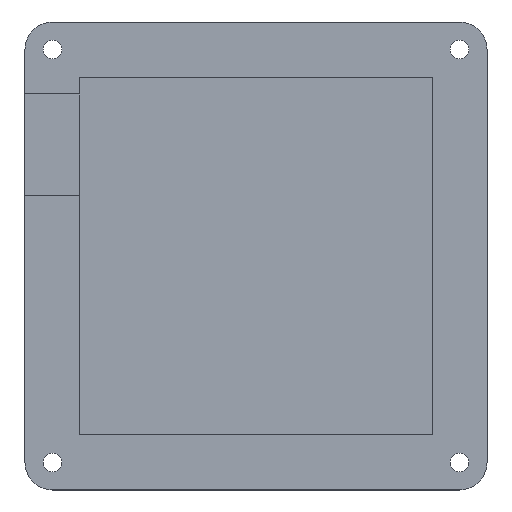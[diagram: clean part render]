
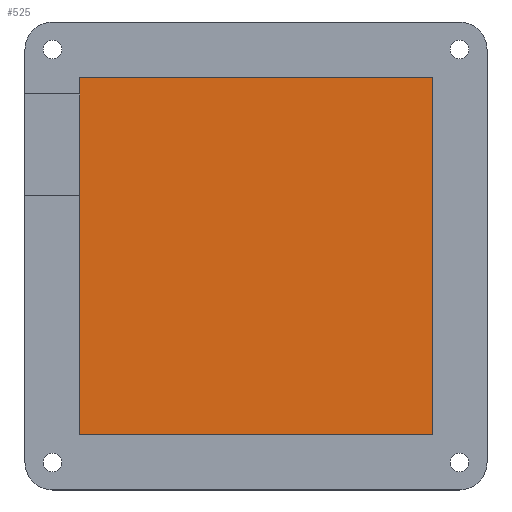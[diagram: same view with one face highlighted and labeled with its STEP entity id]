
A CAD part, top view. The second image highlights one B-rep face of the part: STEP entity #525.
In plain terms, the highlighted planar face has unit normal (0, 0, 1).
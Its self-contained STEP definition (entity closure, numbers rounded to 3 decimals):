
#75=FACE_OUTER_BOUND('',#109,.T.);
#109=EDGE_LOOP('',(#419,#420,#421,#422));
#167=LINE('',#861,#215);
#168=LINE('',#863,#216);
#169=LINE('',#865,#217);
#170=LINE('',#866,#218);
#215=VECTOR('',#695,10.);
#216=VECTOR('',#696,10.);
#217=VECTOR('',#697,10.);
#218=VECTOR('',#698,10.);
#263=VERTEX_POINT('',#859);
#264=VERTEX_POINT('',#860);
#265=VERTEX_POINT('',#862);
#266=VERTEX_POINT('',#864);
#323=EDGE_CURVE('',#263,#264,#167,.T.);
#324=EDGE_CURVE('',#265,#263,#168,.T.);
#325=EDGE_CURVE('',#266,#265,#169,.T.);
#326=EDGE_CURVE('',#264,#266,#170,.T.);
#419=ORIENTED_EDGE('',*,*,#323,.F.);
#420=ORIENTED_EDGE('',*,*,#324,.F.);
#421=ORIENTED_EDGE('',*,*,#325,.F.);
#422=ORIENTED_EDGE('',*,*,#326,.F.);
#503=PLANE('',#581);
#525=ADVANCED_FACE('',(#75),#503,.T.);
#581=AXIS2_PLACEMENT_3D('',#858,#693,#694);
#693=DIRECTION('center_axis',(0.,0.,1.));
#694=DIRECTION('ref_axis',(1.,0.,0.));
#695=DIRECTION('',(-1.,0.,0.));
#696=DIRECTION('',(0.,-1.,0.));
#697=DIRECTION('',(1.,0.,0.));
#698=DIRECTION('',(0.,1.,0.));
#858=CARTESIAN_POINT('Origin',(42.005,-42.53,3.));
#859=CARTESIAN_POINT('',(74.01,-75.06,3.));
#860=CARTESIAN_POINT('',(10.,-75.06,3.));
#861=CARTESIAN_POINT('',(58.008,-75.06,3.));
#862=CARTESIAN_POINT('',(74.01,-10.,3.));
#863=CARTESIAN_POINT('',(74.01,-26.265,3.));
#864=CARTESIAN_POINT('',(10.,-10.,3.));
#865=CARTESIAN_POINT('',(26.003,-10.,3.));
#866=CARTESIAN_POINT('',(10.,-58.795,3.));
